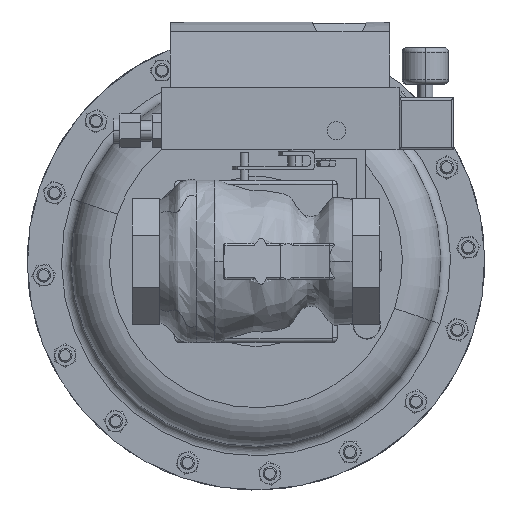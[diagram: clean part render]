
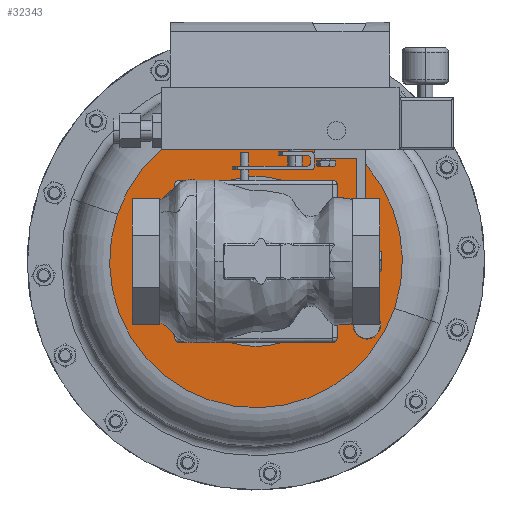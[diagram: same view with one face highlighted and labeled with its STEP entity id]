
A CAD part, front view. The second image highlights one B-rep face of the part: STEP entity #32343.
In plain terms, the highlighted planar face has unit normal (0, -1, 0).
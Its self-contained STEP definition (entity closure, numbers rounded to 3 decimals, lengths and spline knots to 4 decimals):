
#361 = ORIENTED_EDGE ( 'NONE', *, *, #27014, .F. ) ;
#848 = CARTESIAN_POINT ( 'NONE',  ( -1.9027, 12.7291, 6.6058 ) ) ;
#933 = CARTESIAN_POINT ( 'NONE',  ( 4.9161, 12.7291, 3.57 ) ) ;
#2026 = CARTESIAN_POINT ( 'NONE',  ( 5.6727, 12.7291, 4.0343 ) ) ;
#4134 = CARTESIAN_POINT ( 'NONE',  ( 1.885, 12.7291, 2.995 ) ) ;
#4607 = DIRECTION ( 'NONE',  ( 0., -1., 0. ) ) ;
#4753 = AXIS2_PLACEMENT_3D ( 'NONE', #42624, #17389, #46862 ) ;
#5125 = DIRECTION ( 'NONE',  ( 0.947, 0., -0.321 ) ) ;
#5254 = CIRCLE ( 'NONE', #45352, 4. ) ;
#5387 = VERTEX_POINT ( 'NONE', #50733 ) ;
#5473 = VERTEX_POINT ( 'NONE', #848 ) ;
#9011 = PLANE ( 'NONE',  #47612 ) ;
#10346 = DIRECTION ( 'NONE',  ( 0., 1., 0. ) ) ;
#11474 = FACE_OUTER_BOUND ( 'NONE', #51517, .T. ) ;
#11866 = CARTESIAN_POINT ( 'NONE',  ( 1.885, 12.7291, 5.32 ) ) ;
#12366 = CARTESIAN_POINT ( 'NONE',  ( 1.885, 12.7291, 7.645 ) ) ;
#12800 = CIRCLE ( 'NONE', #30623, 2.325 ) ;
#12962 = ORIENTED_EDGE ( 'NONE', *, *, #40224, .T. ) ;
#13691 = DIRECTION ( 'NONE',  ( 0., 1., 0. ) ) ;
#16104 = DIRECTION ( 'NONE',  ( 0.947, 0., -0.321 ) ) ;
#17095 = CIRCLE ( 'NONE', #51453, 0.375 ) ;
#17389 = DIRECTION ( 'NONE',  ( 0., -1., 0. ) ) ;
#18341 = VERTEX_POINT ( 'NONE', #12366 ) ;
#20936 = AXIS2_PLACEMENT_3D ( 'NONE', #38860, #13691, #43163 ) ;
#21720 = DIRECTION ( 'NONE',  ( 0., -1., 0. ) ) ;
#21911 = CIRCLE ( 'NONE', #41249, 4. ) ;
#23098 = ORIENTED_EDGE ( 'NONE', *, *, #52259, .F. ) ;
#23364 = CIRCLE ( 'NONE', #20936, 0.375 ) ;
#23454 = ORIENTED_EDGE ( 'NONE', *, *, #45322, .T. ) ;
#25282 = ORIENTED_EDGE ( 'NONE', *, *, #34253, .F. ) ;
#25371 = CARTESIAN_POINT ( 'NONE',  ( 5.2712, 12.7291, 3.4495 ) ) ;
#27014 = EDGE_CURVE ( 'NONE', #43222, #5473, #5254, .T. ) ;
#29507 = VERTEX_POINT ( 'NONE', #25371 ) ;
#29808 = CARTESIAN_POINT ( 'NONE',  ( 1.885, 12.7291, 5.32 ) ) ;
#30326 = DIRECTION ( 'NONE',  ( 0., 1., 0. ) ) ;
#30623 = AXIS2_PLACEMENT_3D ( 'NONE', #29808, #4607, #34014 ) ;
#32311 = EDGE_CURVE ( 'NONE', #41735, #18341, #12800, .T. ) ;
#32343 = ADVANCED_FACE ( 'NONE', ( #43778, #11474, #32520 ), #9011, .T. ) ;
#32520 = FACE_BOUND ( 'NONE', #53666, .T. ) ;
#34014 = DIRECTION ( 'NONE',  ( 0., 0., -1. ) ) ;
#34253 = EDGE_CURVE ( 'NONE', #5473, #43222, #21911, .T. ) ;
#35517 = CARTESIAN_POINT ( 'NONE',  ( 1.885, 12.7291, 5.32 ) ) ;
#38409 = CARTESIAN_POINT ( 'NONE',  ( 0.5992, 12.7291, 1.5323 ) ) ;
#38860 = CARTESIAN_POINT ( 'NONE',  ( 4.9161, 12.7291, 3.57 ) ) ;
#39756 = DIRECTION ( 'NONE',  ( 0.947, 0., -0.321 ) ) ;
#40119 = ORIENTED_EDGE ( 'NONE', *, *, #32311, .F. ) ;
#40224 = EDGE_CURVE ( 'NONE', #29507, #5387, #23364, .T. ) ;
#41249 = AXIS2_PLACEMENT_3D ( 'NONE', #11866, #41308, #16104 ) ;
#41308 = DIRECTION ( 'NONE',  ( 0., 1., 0. ) ) ;
#41735 = VERTEX_POINT ( 'NONE', #4134 ) ;
#42624 = CARTESIAN_POINT ( 'NONE',  ( 1.885, 12.7291, 5.32 ) ) ;
#43163 = DIRECTION ( 'NONE',  ( 0.947, 0., -0.321 ) ) ;
#43222 = VERTEX_POINT ( 'NONE', #2026 ) ;
#43589 = EDGE_LOOP ( 'NONE', ( #40119, #23098 ) ) ;
#43778 = FACE_BOUND ( 'NONE', #43589, .T. ) ;
#45322 = EDGE_CURVE ( 'NONE', #5387, #29507, #17095, .T. ) ;
#45352 = AXIS2_PLACEMENT_3D ( 'NONE', #35517, #10346, #39756 ) ;
#45664 = CIRCLE ( 'NONE', #4753, 2.325 ) ;
#46862 = DIRECTION ( 'NONE',  ( 0., 0., -1. ) ) ;
#47612 = AXIS2_PLACEMENT_3D ( 'NONE', #38409, #21720, #51211 ) ;
#50733 = CARTESIAN_POINT ( 'NONE',  ( 4.561, 12.7291, 3.6906 ) ) ;
#51211 = DIRECTION ( 'NONE',  ( -0.947, 0., 0.321 ) ) ;
#51453 = AXIS2_PLACEMENT_3D ( 'NONE', #933, #30326, #5125 ) ;
#51517 = EDGE_LOOP ( 'NONE', ( #361, #25282 ) ) ;
#52259 = EDGE_CURVE ( 'NONE', #18341, #41735, #45664, .T. ) ;
#53666 = EDGE_LOOP ( 'NONE', ( #12962, #23454 ) ) ;
